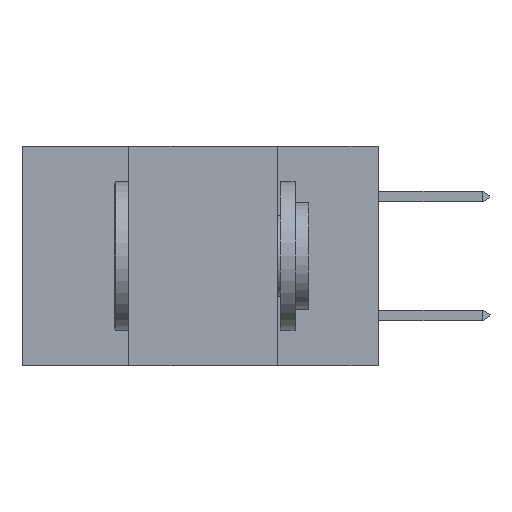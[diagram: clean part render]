
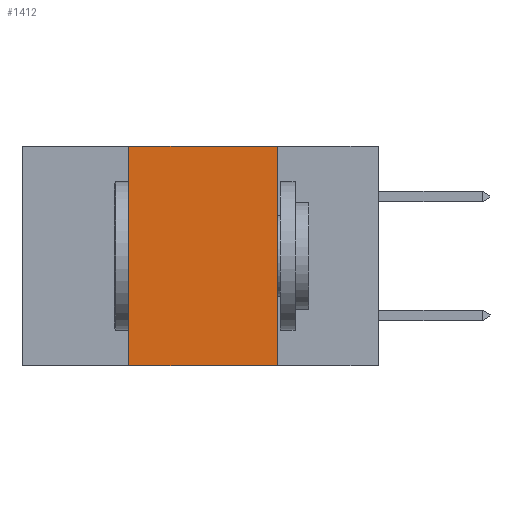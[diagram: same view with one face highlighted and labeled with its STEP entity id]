
A CAD part, left-side view. The second image highlights one B-rep face of the part: STEP entity #1412.
In plain terms, the highlighted planar face has unit normal (-1, 0, 0).
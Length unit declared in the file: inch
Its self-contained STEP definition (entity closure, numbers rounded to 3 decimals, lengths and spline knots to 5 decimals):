
#559 = PLANE ( 'NONE',  #20651 ) ;
#878 = LINE ( 'NONE', #3119, #16470 ) ;
#1412 = ADVANCED_FACE ( 'NONE', ( #3047 ), #559, .F. ) ;
#1630 = EDGE_CURVE ( 'NONE', #8325, #6329, #5807, .T. ) ;
#1679 = VERTEX_POINT ( 'NONE', #5486 ) ;
#2533 = DIRECTION ( 'NONE',  ( 1., 0., 0. ) ) ;
#3047 = FACE_OUTER_BOUND ( 'NONE', #6661, .T. ) ;
#3119 = CARTESIAN_POINT ( 'NONE',  ( 0., 0.6, -0.37 ) ) ;
#3178 = VECTOR ( 'NONE', #11914, 39.37008 ) ;
#3214 = CARTESIAN_POINT ( 'NONE',  ( 0., 0.17, -0.37 ) ) ;
#5486 = CARTESIAN_POINT ( 'NONE',  ( 0., 0.17, 0. ) ) ;
#5807 = LINE ( 'NONE', #21048, #6469 ) ;
#6214 = EDGE_CURVE ( 'NONE', #1679, #16742, #18183, .T. ) ;
#6329 = VERTEX_POINT ( 'NONE', #22309 ) ;
#6469 = VECTOR ( 'NONE', #24952, 39.37008 ) ;
#6576 = ORIENTED_EDGE ( 'NONE', *, *, #11327, .F. ) ;
#6661 = EDGE_LOOP ( 'NONE', ( #19329, #6576, #22966, #20348 ) ) ;
#6877 = DIRECTION ( 'NONE',  ( 0., -1., 0. ) ) ;
#8325 = VERTEX_POINT ( 'NONE', #19797 ) ;
#8659 = EDGE_CURVE ( 'NONE', #8325, #16742, #878, .T. ) ;
#8961 = LINE ( 'NONE', #17086, #17446 ) ;
#9893 = CARTESIAN_POINT ( 'NONE',  ( 0., 0.17, 0. ) ) ;
#11327 = EDGE_CURVE ( 'NONE', #6329, #1679, #8961, .T. ) ;
#11914 = DIRECTION ( 'NONE',  ( 0., 0., -1. ) ) ;
#13291 = DIRECTION ( 'NONE',  ( 0., -1., 0. ) ) ;
#14488 = CARTESIAN_POINT ( 'NONE',  ( 0., 0.6, 0. ) ) ;
#16470 = VECTOR ( 'NONE', #13291, 39.37008 ) ;
#16496 = DIRECTION ( 'NONE',  ( 0., 0., -1. ) ) ;
#16742 = VERTEX_POINT ( 'NONE', #3214 ) ;
#17086 = CARTESIAN_POINT ( 'NONE',  ( 0., 0.6, 0. ) ) ;
#17446 = VECTOR ( 'NONE', #6877, 39.37008 ) ;
#18183 = LINE ( 'NONE', #9893, #3178 ) ;
#19329 = ORIENTED_EDGE ( 'NONE', *, *, #6214, .F. ) ;
#19797 = CARTESIAN_POINT ( 'NONE',  ( 0., 0.42, -0.37 ) ) ;
#20348 = ORIENTED_EDGE ( 'NONE', *, *, #8659, .T. ) ;
#20651 = AXIS2_PLACEMENT_3D ( 'NONE', #14488, #2533, #16496 ) ;
#21048 = CARTESIAN_POINT ( 'NONE',  ( 0., 0.42, 0. ) ) ;
#22309 = CARTESIAN_POINT ( 'NONE',  ( 0., 0.42, 0. ) ) ;
#22966 = ORIENTED_EDGE ( 'NONE', *, *, #1630, .F. ) ;
#24952 = DIRECTION ( 'NONE',  ( 0., 0., 1. ) ) ;
